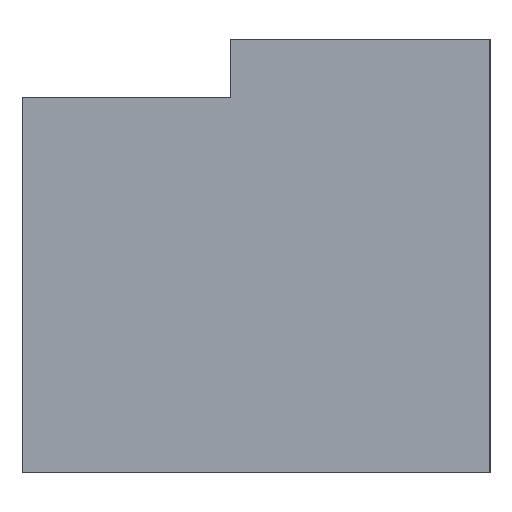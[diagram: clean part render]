
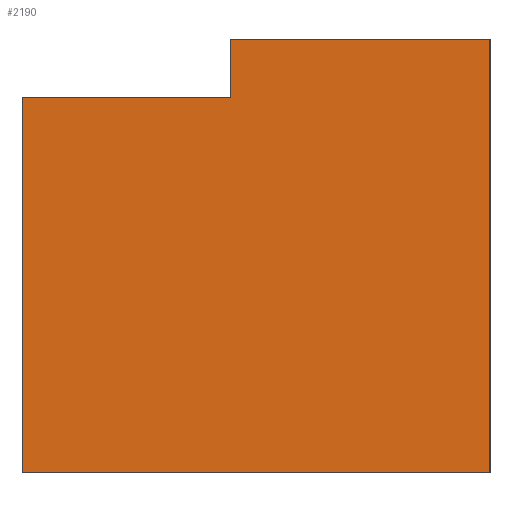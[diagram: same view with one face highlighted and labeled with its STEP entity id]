
A CAD part, left-side view. The second image highlights one B-rep face of the part: STEP entity #2190.
In plain terms, the highlighted planar face has unit normal (-1, 0, 0).
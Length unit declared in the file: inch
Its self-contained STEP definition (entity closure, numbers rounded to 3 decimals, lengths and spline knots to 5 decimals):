
#113 = ORIENTED_EDGE ( 'NONE', *, *, #2443, .T. ) ;
#117 = LINE ( 'NONE', #759, #2538 ) ;
#158 = CARTESIAN_POINT ( 'NONE',  ( -0.96289, 0.4, -0.18 ) ) ;
#672 = ORIENTED_EDGE ( 'NONE', *, *, #3854, .F. ) ;
#759 = CARTESIAN_POINT ( 'NONE',  ( -0.96289, 0., -0.06872 ) ) ;
#809 = VECTOR ( 'NONE', #2918, 39.37008 ) ;
#978 = EDGE_CURVE ( 'NONE', #3989, #1255, #2665, .T. ) ;
#1010 = CARTESIAN_POINT ( 'NONE',  ( -0.96289, 0.4, -0.18 ) ) ;
#1026 = EDGE_CURVE ( 'NONE', #3776, #1724, #3938, .T. ) ;
#1207 = LINE ( 'NONE', #4221, #2849 ) ;
#1255 = VERTEX_POINT ( 'NONE', #1582 ) ;
#1329 = DIRECTION ( 'NONE',  ( -1., 0., 0. ) ) ;
#1355 = CARTESIAN_POINT ( 'NONE',  ( -0.96289, 0., -0.06872 ) ) ;
#1413 = CARTESIAN_POINT ( 'NONE',  ( -0.96289, -0.49606, -0.06872 ) ) ;
#1451 = CARTESIAN_POINT ( 'NONE',  ( -0.96289, 0.4, -0.89816 ) ) ;
#1582 = CARTESIAN_POINT ( 'NONE',  ( -0.96289, 0., -0.18 ) ) ;
#1654 = ORIENTED_EDGE ( 'NONE', *, *, #2208, .F. ) ;
#1724 = VERTEX_POINT ( 'NONE', #1413 ) ;
#1922 = AXIS2_PLACEMENT_3D ( 'NONE', #3440, #1329, #2406 ) ;
#1947 = FACE_OUTER_BOUND ( 'NONE', #3793, .T. ) ;
#2081 = DIRECTION ( 'NONE',  ( 0., 1., 0. ) ) ;
#2190 = ADVANCED_FACE ( 'NONE', ( #1947 ), #4530, .T. ) ;
#2208 = EDGE_CURVE ( 'NONE', #3776, #3949, #3240, .T. ) ;
#2345 = VECTOR ( 'NONE', #3953, 39.37008 ) ;
#2406 = DIRECTION ( 'NONE',  ( 0., 0., 1. ) ) ;
#2438 = ORIENTED_EDGE ( 'NONE', *, *, #3062, .F. ) ;
#2443 = EDGE_CURVE ( 'NONE', #1724, #4395, #1207, .T. ) ;
#2538 = VECTOR ( 'NONE', #3974, 39.37008 ) ;
#2665 = LINE ( 'NONE', #1010, #4451 ) ;
#2737 = VECTOR ( 'NONE', #3139, 39.37008 ) ;
#2849 = VECTOR ( 'NONE', #2081, 39.37008 ) ;
#2918 = DIRECTION ( 'NONE',  ( 0., 0., 1. ) ) ;
#3062 = EDGE_CURVE ( 'NONE', #3949, #3989, #3235, .T. ) ;
#3139 = DIRECTION ( 'NONE',  ( 0., 1., 0. ) ) ;
#3176 = CARTESIAN_POINT ( 'NONE',  ( -0.96289, -0.49606, -0.89816 ) ) ;
#3235 = LINE ( 'NONE', #1451, #2345 ) ;
#3240 = LINE ( 'NONE', #4194, #2737 ) ;
#3267 = CARTESIAN_POINT ( 'NONE',  ( -0.96289, 0.4, -0.89816 ) ) ;
#3440 = CARTESIAN_POINT ( 'NONE',  ( -0.96289, -0.49606, -0.06872 ) ) ;
#3627 = CARTESIAN_POINT ( 'NONE',  ( -0.96289, -0.49606, -0.06872 ) ) ;
#3776 = VERTEX_POINT ( 'NONE', #3176 ) ;
#3793 = EDGE_LOOP ( 'NONE', ( #672, #4218, #2438, #1654, #4286, #113 ) ) ;
#3854 = EDGE_CURVE ( 'NONE', #1255, #4395, #117, .T. ) ;
#3938 = LINE ( 'NONE', #3627, #809 ) ;
#3949 = VERTEX_POINT ( 'NONE', #3267 ) ;
#3953 = DIRECTION ( 'NONE',  ( 0., 0., 1. ) ) ;
#3974 = DIRECTION ( 'NONE',  ( 0., 0., 1. ) ) ;
#3989 = VERTEX_POINT ( 'NONE', #158 ) ;
#4028 = DIRECTION ( 'NONE',  ( 0., -1., 0. ) ) ;
#4194 = CARTESIAN_POINT ( 'NONE',  ( -0.96289, -0.49606, -0.89816 ) ) ;
#4218 = ORIENTED_EDGE ( 'NONE', *, *, #978, .F. ) ;
#4221 = CARTESIAN_POINT ( 'NONE',  ( -0.96289, -0.49606, -0.06872 ) ) ;
#4286 = ORIENTED_EDGE ( 'NONE', *, *, #1026, .T. ) ;
#4395 = VERTEX_POINT ( 'NONE', #1355 ) ;
#4451 = VECTOR ( 'NONE', #4028, 39.37008 ) ;
#4530 = PLANE ( 'NONE',  #1922 ) ;
